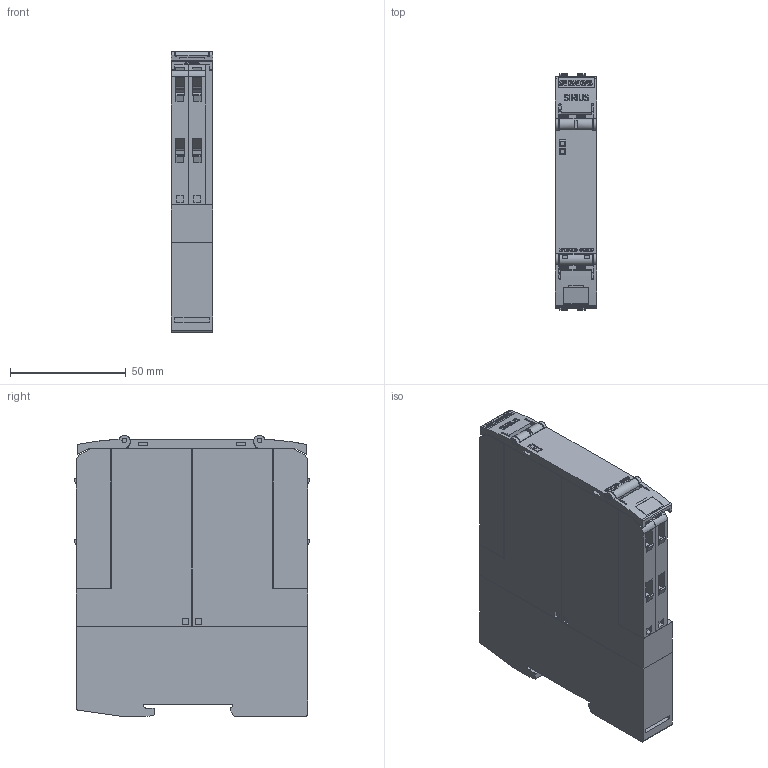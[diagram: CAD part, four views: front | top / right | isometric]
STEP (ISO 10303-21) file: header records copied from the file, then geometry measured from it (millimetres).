
FILE_DESCRIPTION(('STEP AP214'),'1');
FILE_NAME('cctmp_FA74EF15-3600-4736-8C46-CE528FC9A6A9_2023_07_21_09_53_42_0987..stp','2023-07-21T07:53:44',('SIEMENS A&D'),('CADClick - www.CADClick.com'),'Spatial InterOp 3D postprocessed',' ','unknown authorization');
FILE_SCHEMA(('AUTOMOTIVE_DESIGN'));
Length unit declared in the file: millimetre
Products named in the file (1): 2023_07_21_09_53_42_0935
Bounding box: 17.85 x 101.96 x 121.42 mm (x, y, z)
Volume: 197624.2 mm3; surface area: 48444.7 mm2
Topology: 1 solids, 1 shells, 1406 faces, 3970 edges, 2636 vertices
Faces by surface type: plane 1199, cylinder 191, torus 16
Entity records: 49772 total; most frequent: CARTESIAN_POINT 8651, ORIENTED_EDGE 7932, DIRECTION 7215, EDGE_CURVE 3966, LINE 3387, VECTOR 3387, VERTEX_POINT 2636, AXIS2_PLACEMENT_3D 1914
